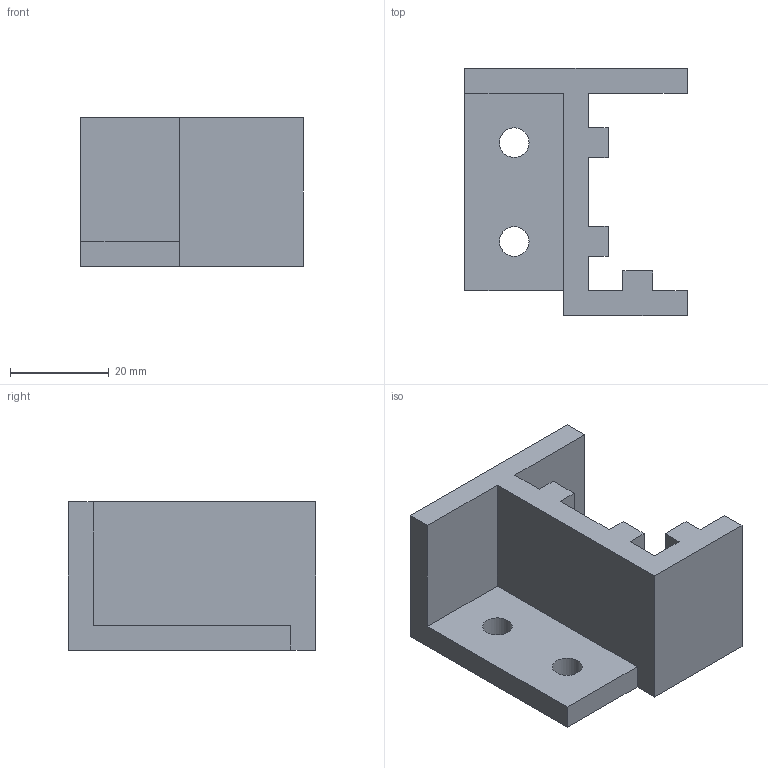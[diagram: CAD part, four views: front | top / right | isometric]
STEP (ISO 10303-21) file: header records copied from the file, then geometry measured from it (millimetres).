
FILE_DESCRIPTION(('HOOPS Exchange Step'),'2;1');
FILE_NAME('temp_export','2025-01-23T14:52:46+02:00',('cliffcheney'),('Shapr3D Limited'),'HOOPS Exchange 2024.6','Shapr3D','Authorized');
FILE_SCHEMA( ('AP242_MANAGED_MODEL_BASED_3D_ENGINEERING_MIM_LF {1 0 10303 442 1 1 4 }') );
Length unit declared in the file: millimetre
Products named in the file (1): Camera Arm Slider Lock - 1x BLACK
Bounding box: 45 x 50 x 30 mm (x, y, z)
Volume: 22235.9 mm3; surface area: 10577.1 mm2
Topology: 1 solids, 1 shells, 29 faces, 85 edges, 58 vertices
Faces by surface type: plane 26, cylinder 3
Full cylindrical faces by diameter (mm): 6 x3
Entity records: 1009 total; most frequent: CARTESIAN_POINT 174, ORIENTED_EDGE 170, DIRECTION 157, EDGE_CURVE 85, VECTOR 75, LINE 75, VERTEX_POINT 58, AXIS2_PLACEMENT_3D 41
